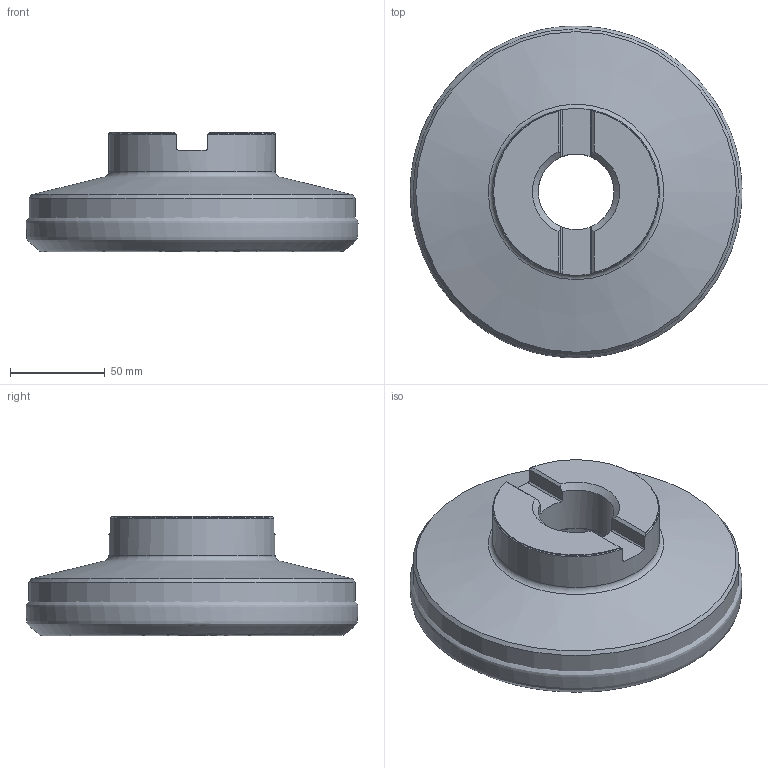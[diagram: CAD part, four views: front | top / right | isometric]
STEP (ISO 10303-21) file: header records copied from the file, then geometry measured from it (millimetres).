
FILE_DESCRIPTION(/* description */ (''),/* implementation_level */ '2;1');
FILE_NAME(/* name */ 'toolassembly_1.stp',/* time_stamp */ '2018-08-02T10:21:17+02:00',/* author */ (''),/* organization */ ('SMS'),/* preprocessor_version */ 'ST-DEVELOPER v15',/* originating_system */ 'SIEMENS PLM Software NX 8.5',/* authorisation */ '');
FILE_SCHEMA (('AUTOMOTIVE_DESIGN { 1 0 10303 214 3 1 1 1 }'));
Length unit declared in the file: millimetre
Products named in the file (4): ASSEMBLY_CONSTRUCTION; CUT_20180802102031; NOCUT_20180802102031; TOOLASSEMBLY_1
Assembly tree (3 placements, depth 2):
  TOOLASSEMBLY_1
    NOCUT_20180802102031
    CUT_20180802102031
    ASSEMBLY_CONSTRUCTION
Bounding box: 175.16 x 175.06 x 62.95 mm (x, y, z)
Volume: 799166.3 mm3; surface area: 104305.6 mm2
Topology: 2 solids, 2 shells, 48 faces, 119 edges, 96 vertices
Faces by surface type: plane 20, torus 9, cone 8, cylinder 7, revolution 3, bspline 1
Full cylindrical faces by diameter (mm): 40.013 x1, 56 x1, 88 x1, 166.083 x1, 172.083 x1
Entity records: 20118 total; most frequent: CARTESIAN_POINT 18743, DIRECTION 273, ORIENTED_EDGE 180, AXIS2_PLACEMENT_3D 123, EDGE_CURVE 90, EDGE_LOOP 72, VERTEX_POINT 69, FACE_BOUND 51
